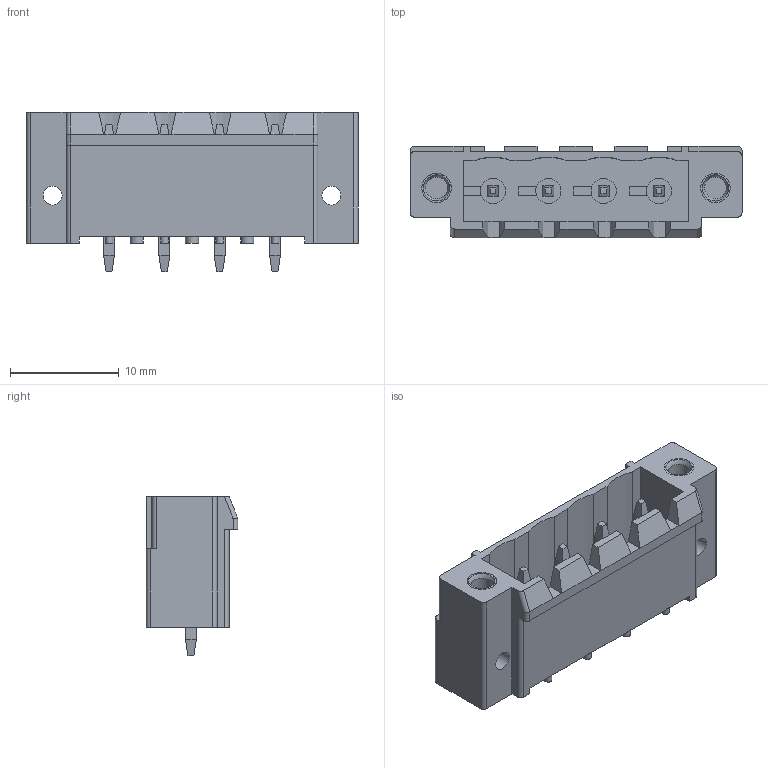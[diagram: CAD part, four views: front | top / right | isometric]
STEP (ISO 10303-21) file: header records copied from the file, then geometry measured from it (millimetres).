
FILE_DESCRIPTION( ( 'Unknown' ), '1' );
FILE_NAME( '691701520004B.stp', 'Unknown', ( 'Unknown' ), ( 'Unknown' ), 'PSStep 14.0', 'Unknown', ' ' );
FILE_SCHEMA( ( 'AUTOMOTIVE_DESIGN { 1 0 10303 214 1 1 1 1 }' ) );
Length unit declared in the file: millimetre
Products named in the file (4): Assem1; Pin_Straight 5.08mm; Thread 5.08; 04
Assembly tree (7 placements, depth 2):
  Assem1
    Pin_Straight 5.08mm  x4
    Thread 5.08  x2
    04
Bounding box: 30.48 x 8.4 x 14.6 mm (x, y, z)
Volume: 1255.5 mm3; surface area: 2744.1 mm2
Topology: 7 solids, 7 shells, 263 faces, 692 edges, 442 vertices
Faces by surface type: plane 222, cylinder 39, cone 2
Full cylindrical faces by diameter (mm): 0.7 x4, 1.2 x3, 1.75 x4, 2.013 x2, 2.3 x4, 2.7 x4
Entity records: 8451 total; most frequent: CARTESIAN_POINT 1165, ORIENTED_EDGE 1130, DIRECTION 1105, EDGE_CURVE 565, LINE 473, VECTOR 473, VERTEX_POINT 376, AXIS2_PLACEMENT_3D 316
